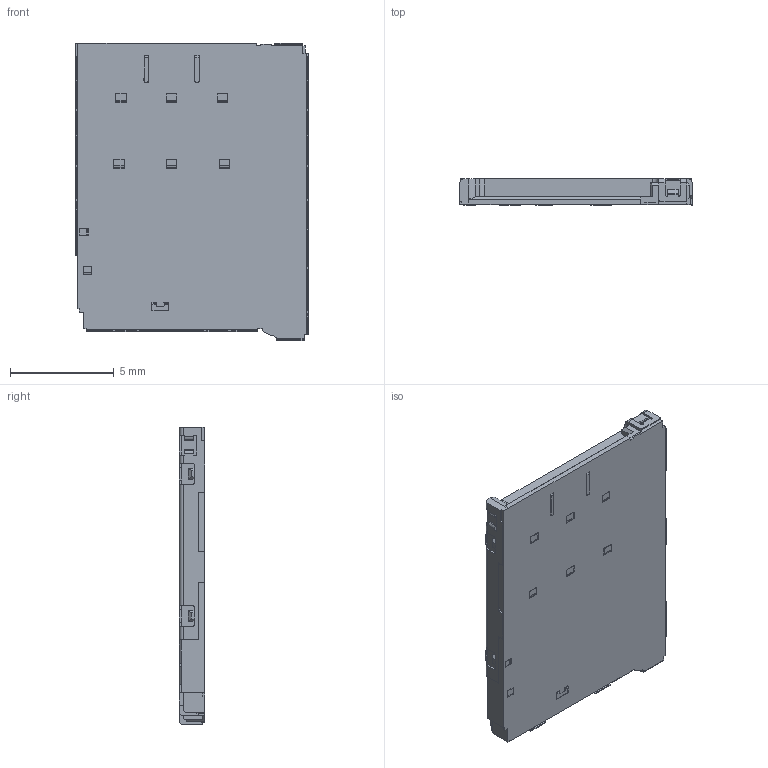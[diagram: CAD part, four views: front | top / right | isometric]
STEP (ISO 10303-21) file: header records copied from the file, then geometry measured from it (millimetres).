
FILE_DESCRIPTION (( 'STEP AP203' ), '1' );
FILE_NAME ('K3D-SF72S006VBA-V2_JAE_Proprietary.STEP', '2014-09-21T23:55:23', ( '' ), ( '' ), 'SwSTEP 2.0', 'SolidWorks 2014', '' );
FILE_SCHEMA (( 'CONFIG_CONTROL_DESIGN' ));
Length unit declared in the file: millimetre
Products named in the file (1): K3D-SF72S006VBA-V2_JAE_Proprietary
Bounding box: 11.22 x 1.25 x 14.35 mm (x, y, z)
Volume: 182.7 mm3; surface area: 388.1 mm2
Topology: 1 solids, 1 shells, 583 faces, 1579 edges, 1023 vertices
Faces by surface type: plane 466, cylinder 112, cone 5
Entity records: 18155 total; most frequent: CARTESIAN_POINT 3228, ORIENTED_EDGE 3158, DIRECTION 2962, EDGE_CURVE 1579, VECTOR 1340, LINE 1340, VERTEX_POINT 1023, AXIS2_PLACEMENT_3D 811
